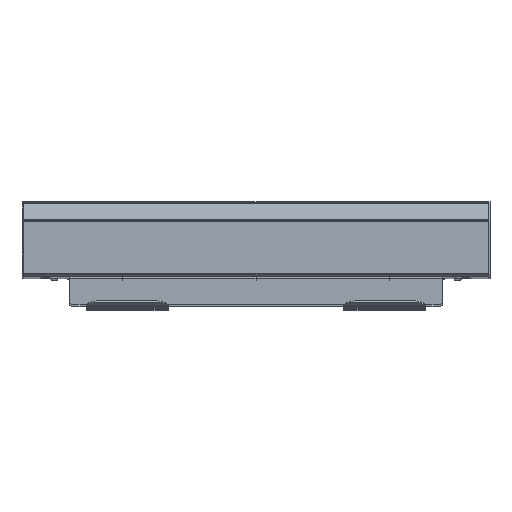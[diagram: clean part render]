
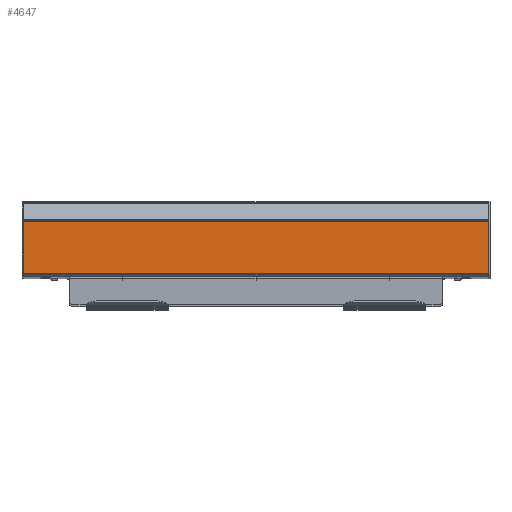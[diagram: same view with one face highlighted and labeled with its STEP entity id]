
A CAD part, top view. The second image highlights one B-rep face of the part: STEP entity #4647.
In plain terms, the highlighted planar face has unit normal (0, 0, 1).
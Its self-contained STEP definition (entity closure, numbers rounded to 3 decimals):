
#140 = EDGE_CURVE ( 'NONE', #5361, #1220, #7820, .T. ) ;
#863 = EDGE_LOOP ( 'NONE', ( #10123, #8764, #1885, #14293 ) ) ;
#909 = CARTESIAN_POINT ( 'NONE',  ( 227.5, -69.906, 643. ) ) ;
#1220 = VERTEX_POINT ( 'NONE', #909 ) ;
#1885 = ORIENTED_EDGE ( 'NONE', *, *, #15011, .F. ) ;
#2218 = FACE_OUTER_BOUND ( 'NONE', #863, .T. ) ;
#2790 = CARTESIAN_POINT ( 'NONE',  ( 227.5, -19.054, 643. ) ) ;
#3158 = DIRECTION ( 'NONE',  ( 0., -1., 0. ) ) ;
#3190 = VERTEX_POINT ( 'NONE', #2790 ) ;
#3306 = AXIS2_PLACEMENT_3D ( 'NONE', #3473, #8305, #3158 ) ;
#3473 = CARTESIAN_POINT ( 'NONE',  ( -227.5, -19.054, 643. ) ) ;
#3846 = VECTOR ( 'NONE', #7180, 1000. ) ;
#4256 = DIRECTION ( 'NONE',  ( 1., 0., 0. ) ) ;
#4647 = ADVANCED_FACE ( 'NONE', ( #2218 ), #7030, .T. ) ;
#5190 = VECTOR ( 'NONE', #14117, 1000. ) ;
#5361 = VERTEX_POINT ( 'NONE', #7795 ) ;
#6983 = VECTOR ( 'NONE', #4256, 1000. ) ;
#7030 = PLANE ( 'NONE',  #3306 ) ;
#7180 = DIRECTION ( 'NONE',  ( 0., -1., 0. ) ) ;
#7419 = LINE ( 'NONE', #13187, #3846 ) ;
#7784 = VERTEX_POINT ( 'NONE', #11318 ) ;
#7795 = CARTESIAN_POINT ( 'NONE',  ( -227.5, -69.906, 643. ) ) ;
#7820 = LINE ( 'NONE', #12723, #6983 ) ;
#8238 = EDGE_CURVE ( 'NONE', #3190, #1220, #7419, .T. ) ;
#8305 = DIRECTION ( 'NONE',  ( 0., 0., 1. ) ) ;
#8764 = ORIENTED_EDGE ( 'NONE', *, *, #8238, .F. ) ;
#10123 = ORIENTED_EDGE ( 'NONE', *, *, #140, .T. ) ;
#10394 = DIRECTION ( 'NONE',  ( 1., 0., 0. ) ) ;
#11315 = EDGE_CURVE ( 'NONE', #7784, #5361, #12865, .T. ) ;
#11318 = CARTESIAN_POINT ( 'NONE',  ( -227.5, -19.054, 643. ) ) ;
#12723 = CARTESIAN_POINT ( 'NONE',  ( -227.5, -69.906, 643. ) ) ;
#12865 = LINE ( 'NONE', #15548, #5190 ) ;
#13187 = CARTESIAN_POINT ( 'NONE',  ( 227.5, -19.054, 643. ) ) ;
#13296 = VECTOR ( 'NONE', #10394, 1000. ) ;
#13787 = LINE ( 'NONE', #13859, #13296 ) ;
#13859 = CARTESIAN_POINT ( 'NONE',  ( -227.5, -19.054, 643. ) ) ;
#14117 = DIRECTION ( 'NONE',  ( 0., -1., 0. ) ) ;
#14293 = ORIENTED_EDGE ( 'NONE', *, *, #11315, .T. ) ;
#15011 = EDGE_CURVE ( 'NONE', #7784, #3190, #13787, .T. ) ;
#15548 = CARTESIAN_POINT ( 'NONE',  ( -227.5, -19.054, 643. ) ) ;
